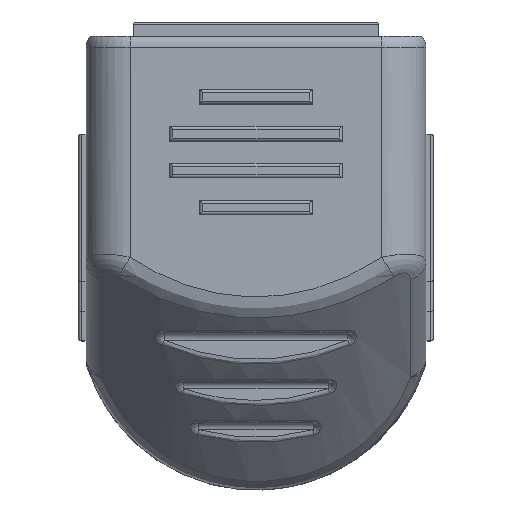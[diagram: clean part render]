
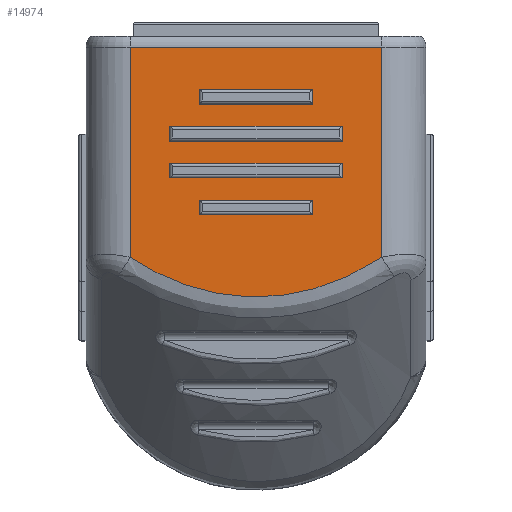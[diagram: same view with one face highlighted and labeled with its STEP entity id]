
A CAD part, top view. The second image highlights one B-rep face of the part: STEP entity #14974.
In plain terms, the highlighted planar face has unit normal (0, 0, 1).
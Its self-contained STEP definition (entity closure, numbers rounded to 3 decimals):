
#14796=AXIS2_PLACEMENT_3D('Plane Axis2P3D',#14793,#14794,#14795) ;
#13810=CARTESIAN_POINT('Vertex',(20.5,29.951,40.3)) ;
#13813=CARTESIAN_POINT('Line Origine',(20.5,2.341,40.3)) ;
#13817=CARTESIAN_POINT('Vertex',(20.5,15.722,40.3)) ;
#14793=CARTESIAN_POINT('Axis2P3D Location',(20.3,15.941,40.3)) ;
#14798=CARTESIAN_POINT('Line Origine',(12.,29.951,40.3)) ;
#14802=CARTESIAN_POINT('Vertex',(3.5,29.951,40.3)) ;
#14805=CARTESIAN_POINT('Line Origine',(3.5,22.837,40.3)) ;
#14809=CARTESIAN_POINT('Vertex',(3.5,15.722,40.3)) ;
#14813=CARTESIAN_POINT('Control Point',(20.5,15.722,40.3)) ;
#14814=CARTESIAN_POINT('Control Point',(20.33,15.609,40.3)) ;
#14815=CARTESIAN_POINT('Control Point',(20.158,15.499,40.3)) ;
#14816=CARTESIAN_POINT('Control Point',(19.985,15.391,40.3)) ;
#14817=CARTESIAN_POINT('Control Point',(18.504,14.498,40.3)) ;
#14818=CARTESIAN_POINT('Control Point',(16.916,13.791,40.3)) ;
#14819=CARTESIAN_POINT('Control Point',(15.445,13.342,40.3)) ;
#14820=CARTESIAN_POINT('Control Point',(12.624,12.88,40.3)) ;
#14821=CARTESIAN_POINT('Control Point',(9.784,13.126,40.3)) ;
#14822=CARTESIAN_POINT('Control Point',(8.489,13.393,40.3)) ;
#14823=CARTESIAN_POINT('Control Point',(6.855,13.923,40.3)) ;
#14824=CARTESIAN_POINT('Control Point',(5.311,14.663,40.3)) ;
#14825=CARTESIAN_POINT('Control Point',(4.958,14.845,40.3)) ;
#14826=CARTESIAN_POINT('Control Point',(4.451,15.126,40.3)) ;
#14827=CARTESIAN_POINT('Control Point',(3.957,15.427,40.3)) ;
#14828=CARTESIAN_POINT('Control Point',(3.804,15.523,40.3)) ;
#14829=CARTESIAN_POINT('Control Point',(3.651,15.622,40.3)) ;
#14830=CARTESIAN_POINT('Control Point',(3.5,15.722,40.3)) ;
#14838=CARTESIAN_POINT('Line Origine',(12.,18.594,40.3)) ;
#14842=CARTESIAN_POINT('Vertex',(8.178,18.594,40.3)) ;
#14844=CARTESIAN_POINT('Vertex',(15.822,18.594,40.3)) ;
#14847=CARTESIAN_POINT('Line Origine',(8.178,19.094,40.3)) ;
#14851=CARTESIAN_POINT('Vertex',(8.178,19.594,40.3)) ;
#14854=CARTESIAN_POINT('Line Origine',(12.,19.594,40.3)) ;
#14858=CARTESIAN_POINT('Vertex',(15.822,19.594,40.3)) ;
#14861=CARTESIAN_POINT('Line Origine',(15.822,19.094,40.3)) ;
#14872=CARTESIAN_POINT('Line Origine',(12.,22.094,40.3)) ;
#14876=CARTESIAN_POINT('Vertex',(17.822,22.094,40.3)) ;
#14878=CARTESIAN_POINT('Vertex',(6.178,22.094,40.3)) ;
#14881=CARTESIAN_POINT('Line Origine',(17.822,21.594,40.3)) ;
#14885=CARTESIAN_POINT('Vertex',(17.822,21.094,40.3)) ;
#14888=CARTESIAN_POINT('Line Origine',(12.,21.094,40.3)) ;
#14892=CARTESIAN_POINT('Vertex',(6.178,21.094,40.3)) ;
#14895=CARTESIAN_POINT('Line Origine',(6.178,21.594,40.3)) ;
#14906=CARTESIAN_POINT('Line Origine',(12.,26.094,40.3)) ;
#14910=CARTESIAN_POINT('Vertex',(8.178,26.094,40.3)) ;
#14912=CARTESIAN_POINT('Vertex',(15.822,26.094,40.3)) ;
#14915=CARTESIAN_POINT('Line Origine',(8.178,26.594,40.3)) ;
#14919=CARTESIAN_POINT('Vertex',(8.178,27.094,40.3)) ;
#14922=CARTESIAN_POINT('Line Origine',(12.,27.094,40.3)) ;
#14926=CARTESIAN_POINT('Vertex',(15.822,27.094,40.3)) ;
#14929=CARTESIAN_POINT('Line Origine',(15.822,26.594,40.3)) ;
#14940=CARTESIAN_POINT('Line Origine',(12.,24.594,40.3)) ;
#14944=CARTESIAN_POINT('Vertex',(17.822,24.594,40.3)) ;
#14946=CARTESIAN_POINT('Vertex',(6.178,24.594,40.3)) ;
#14949=CARTESIAN_POINT('Line Origine',(17.822,24.094,40.3)) ;
#14953=CARTESIAN_POINT('Vertex',(17.822,23.594,40.3)) ;
#14956=CARTESIAN_POINT('Line Origine',(12.,23.594,40.3)) ;
#14960=CARTESIAN_POINT('Vertex',(6.178,23.594,40.3)) ;
#14963=CARTESIAN_POINT('Line Origine',(6.178,24.094,40.3)) ;
#13814=DIRECTION('Vector Direction',(0.,-1.,0.)) ;
#14794=DIRECTION('Axis2P3D Direction',(0.,0.,1.)) ;
#14795=DIRECTION('Axis2P3D XDirection',(1.,0.,0.)) ;
#14799=DIRECTION('Vector Direction',(-1.,0.,0.)) ;
#14806=DIRECTION('Vector Direction',(0.,-1.,0.)) ;
#14839=DIRECTION('Vector Direction',(1.,0.,0.)) ;
#14848=DIRECTION('Vector Direction',(0.,-1.,0.)) ;
#14855=DIRECTION('Vector Direction',(-1.,0.,0.)) ;
#14862=DIRECTION('Vector Direction',(0.,1.,0.)) ;
#14873=DIRECTION('Vector Direction',(-1.,0.,0.)) ;
#14882=DIRECTION('Vector Direction',(0.,1.,0.)) ;
#14889=DIRECTION('Vector Direction',(1.,0.,0.)) ;
#14896=DIRECTION('Vector Direction',(0.,-1.,0.)) ;
#14907=DIRECTION('Vector Direction',(1.,0.,0.)) ;
#14916=DIRECTION('Vector Direction',(0.,-1.,0.)) ;
#14923=DIRECTION('Vector Direction',(-1.,0.,0.)) ;
#14930=DIRECTION('Vector Direction',(0.,1.,0.)) ;
#14941=DIRECTION('Vector Direction',(-1.,0.,0.)) ;
#14950=DIRECTION('Vector Direction',(0.,1.,0.)) ;
#14957=DIRECTION('Vector Direction',(1.,0.,0.)) ;
#14964=DIRECTION('Vector Direction',(0.,-1.,0.)) ;
#13815=VECTOR('Line Direction',#13814,1.) ;
#14800=VECTOR('Line Direction',#14799,1.) ;
#14807=VECTOR('Line Direction',#14806,1.) ;
#14840=VECTOR('Line Direction',#14839,1.) ;
#14849=VECTOR('Line Direction',#14848,1.) ;
#14856=VECTOR('Line Direction',#14855,1.) ;
#14863=VECTOR('Line Direction',#14862,1.) ;
#14874=VECTOR('Line Direction',#14873,1.) ;
#14883=VECTOR('Line Direction',#14882,1.) ;
#14890=VECTOR('Line Direction',#14889,1.) ;
#14897=VECTOR('Line Direction',#14896,1.) ;
#14908=VECTOR('Line Direction',#14907,1.) ;
#14917=VECTOR('Line Direction',#14916,1.) ;
#14924=VECTOR('Line Direction',#14923,1.) ;
#14931=VECTOR('Line Direction',#14930,1.) ;
#14942=VECTOR('Line Direction',#14941,1.) ;
#14951=VECTOR('Line Direction',#14950,1.) ;
#14958=VECTOR('Line Direction',#14957,1.) ;
#14965=VECTOR('Line Direction',#14964,1.) ;
#14833=ORIENTED_EDGE('',*,*,#13819,.T.) ;
#14834=ORIENTED_EDGE('',*,*,#14804,.T.) ;
#14835=ORIENTED_EDGE('',*,*,#14811,.T.) ;
#14836=ORIENTED_EDGE('',*,*,#14831,.F.) ;
#14867=ORIENTED_EDGE('',*,*,#14846,.F.) ;
#14868=ORIENTED_EDGE('',*,*,#14853,.F.) ;
#14869=ORIENTED_EDGE('',*,*,#14860,.F.) ;
#14870=ORIENTED_EDGE('',*,*,#14865,.F.) ;
#14901=ORIENTED_EDGE('',*,*,#14880,.F.) ;
#14902=ORIENTED_EDGE('',*,*,#14887,.F.) ;
#14903=ORIENTED_EDGE('',*,*,#14894,.F.) ;
#14904=ORIENTED_EDGE('',*,*,#14899,.F.) ;
#14935=ORIENTED_EDGE('',*,*,#14914,.F.) ;
#14936=ORIENTED_EDGE('',*,*,#14921,.F.) ;
#14937=ORIENTED_EDGE('',*,*,#14928,.F.) ;
#14938=ORIENTED_EDGE('',*,*,#14933,.F.) ;
#14969=ORIENTED_EDGE('',*,*,#14948,.F.) ;
#14970=ORIENTED_EDGE('',*,*,#14955,.F.) ;
#14971=ORIENTED_EDGE('',*,*,#14962,.F.) ;
#14972=ORIENTED_EDGE('',*,*,#14967,.F.) ;
#14871=FACE_BOUND('',#14866,.T.) ;
#14905=FACE_BOUND('',#14900,.T.) ;
#14939=FACE_BOUND('',#14934,.T.) ;
#14973=FACE_BOUND('',#14968,.T.) ;
#14974=ADVANCED_FACE('MANIFOLD_SOLID_BREP #2609',(#14837,#14871,#14905,#14939,#14973),#14797,.T.) ;
#14812=B_SPLINE_CURVE_WITH_KNOTS('',5,(#14813,#14814,#14815,#14816,#14817,#14818,#14819,#14820,#14821,#14822,#14823,#14824,#14825,#14826,#14827,#14828,#14829,#14830),.UNSPECIFIED.,.F.,.U.,(6,3,3,3,3,6),(0.,1.441,12.209,21.495,24.299,25.579),.UNSPECIFIED.) ;
#13819=EDGE_CURVE('',#13818,#13811,#13816,.F.) ;
#14804=EDGE_CURVE('',#13811,#14803,#14801,.T.) ;
#14811=EDGE_CURVE('',#14803,#14810,#14808,.T.) ;
#14831=EDGE_CURVE('',#13818,#14810,#14812,.T.) ;
#14846=EDGE_CURVE('',#14843,#14845,#14841,.T.) ;
#14853=EDGE_CURVE('',#14852,#14843,#14850,.T.) ;
#14860=EDGE_CURVE('',#14859,#14852,#14857,.T.) ;
#14865=EDGE_CURVE('',#14845,#14859,#14864,.T.) ;
#14880=EDGE_CURVE('',#14877,#14879,#14875,.T.) ;
#14887=EDGE_CURVE('',#14886,#14877,#14884,.T.) ;
#14894=EDGE_CURVE('',#14893,#14886,#14891,.T.) ;
#14899=EDGE_CURVE('',#14879,#14893,#14898,.T.) ;
#14914=EDGE_CURVE('',#14911,#14913,#14909,.T.) ;
#14921=EDGE_CURVE('',#14920,#14911,#14918,.T.) ;
#14928=EDGE_CURVE('',#14927,#14920,#14925,.T.) ;
#14933=EDGE_CURVE('',#14913,#14927,#14932,.T.) ;
#14948=EDGE_CURVE('',#14945,#14947,#14943,.T.) ;
#14955=EDGE_CURVE('',#14954,#14945,#14952,.T.) ;
#14962=EDGE_CURVE('',#14961,#14954,#14959,.T.) ;
#14967=EDGE_CURVE('',#14947,#14961,#14966,.T.) ;
#14832=EDGE_LOOP('',(#14833,#14834,#14835,#14836)) ;
#14866=EDGE_LOOP('',(#14867,#14868,#14869,#14870)) ;
#14900=EDGE_LOOP('',(#14901,#14902,#14903,#14904)) ;
#14934=EDGE_LOOP('',(#14935,#14936,#14937,#14938)) ;
#14968=EDGE_LOOP('',(#14969,#14970,#14971,#14972)) ;
#14837=FACE_OUTER_BOUND('',#14832,.T.) ;
#13816=LINE('Line',#13813,#13815) ;
#14801=LINE('Line',#14798,#14800) ;
#14808=LINE('Line',#14805,#14807) ;
#14841=LINE('Line',#14838,#14840) ;
#14850=LINE('Line',#14847,#14849) ;
#14857=LINE('Line',#14854,#14856) ;
#14864=LINE('Line',#14861,#14863) ;
#14875=LINE('Line',#14872,#14874) ;
#14884=LINE('Line',#14881,#14883) ;
#14891=LINE('Line',#14888,#14890) ;
#14898=LINE('Line',#14895,#14897) ;
#14909=LINE('Line',#14906,#14908) ;
#14918=LINE('Line',#14915,#14917) ;
#14925=LINE('Line',#14922,#14924) ;
#14932=LINE('Line',#14929,#14931) ;
#14943=LINE('Line',#14940,#14942) ;
#14952=LINE('Line',#14949,#14951) ;
#14959=LINE('Line',#14956,#14958) ;
#14966=LINE('Line',#14963,#14965) ;
#14797=PLANE('',#14796) ;
#13811=VERTEX_POINT('',#13810) ;
#13818=VERTEX_POINT('',#13817) ;
#14803=VERTEX_POINT('',#14802) ;
#14810=VERTEX_POINT('',#14809) ;
#14843=VERTEX_POINT('',#14842) ;
#14845=VERTEX_POINT('',#14844) ;
#14852=VERTEX_POINT('',#14851) ;
#14859=VERTEX_POINT('',#14858) ;
#14877=VERTEX_POINT('',#14876) ;
#14879=VERTEX_POINT('',#14878) ;
#14886=VERTEX_POINT('',#14885) ;
#14893=VERTEX_POINT('',#14892) ;
#14911=VERTEX_POINT('',#14910) ;
#14913=VERTEX_POINT('',#14912) ;
#14920=VERTEX_POINT('',#14919) ;
#14927=VERTEX_POINT('',#14926) ;
#14945=VERTEX_POINT('',#14944) ;
#14947=VERTEX_POINT('',#14946) ;
#14954=VERTEX_POINT('',#14953) ;
#14961=VERTEX_POINT('',#14960) ;
